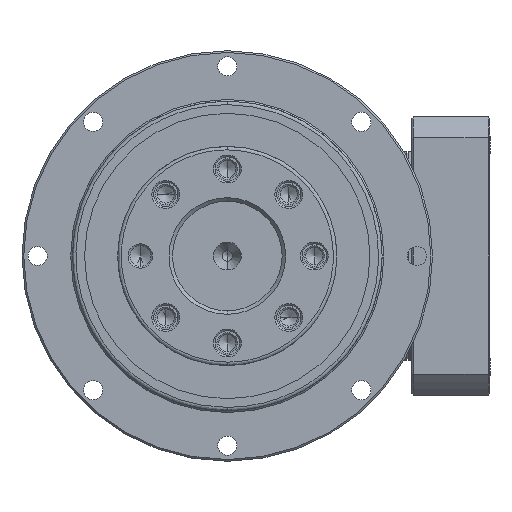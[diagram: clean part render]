
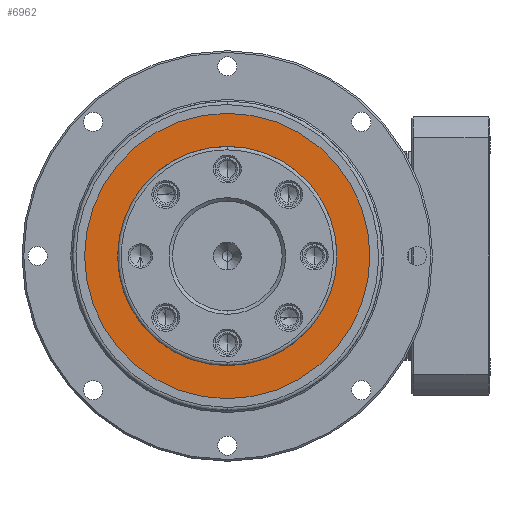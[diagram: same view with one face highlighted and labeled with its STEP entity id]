
A CAD part, left-side view. The second image highlights one B-rep face of the part: STEP entity #6962.
In plain terms, the highlighted face is planar.
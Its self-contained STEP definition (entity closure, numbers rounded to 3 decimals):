
#629 = DIRECTION ( 'NONE',  ( 0., 0., -1. ) ) ;
#1514 = FACE_OUTER_BOUND ( 'NONE', #7433, .T. ) ;
#3003 = EDGE_CURVE ( 'NONE', #10549, #4873, #32469, .T. ) ;
#3780 = EDGE_CURVE ( 'NONE', #4779, #31601, #4274, .T. ) ;
#4274 = CIRCLE ( 'NONE', #10793, 41. ) ;
#4779 = VERTEX_POINT ( 'NONE', #29457 ) ;
#4873 = VERTEX_POINT ( 'NONE', #22588 ) ;
#5363 = DIRECTION ( 'NONE',  ( 1., 0., 0. ) ) ;
#6178 = ORIENTED_EDGE ( 'NONE', *, *, #3780, .T. ) ;
#6615 = AXIS2_PLACEMENT_3D ( 'NONE', #13475, #31884, #16122 ) ;
#6962 = ADVANCED_FACE ( 'NONE', ( #1514, #29602 ), #26493, .T. ) ;
#7433 = EDGE_LOOP ( 'NONE', ( #8821, #6178 ) ) ;
#7832 = AXIS2_PLACEMENT_3D ( 'NONE', #32226, #16485, #629 ) ;
#8284 = DIRECTION ( 'NONE',  ( 0., 0., 1. ) ) ;
#8361 = DIRECTION ( 'NONE',  ( 1., 0., 0. ) ) ;
#8436 = CARTESIAN_POINT ( 'NONE',  ( -50.51, 0., 0. ) ) ;
#8821 = ORIENTED_EDGE ( 'NONE', *, *, #17147, .T. ) ;
#9211 = EDGE_CURVE ( 'NONE', #4873, #10549, #17747, .T. ) ;
#10549 = VERTEX_POINT ( 'NONE', #24121 ) ;
#10793 = AXIS2_PLACEMENT_3D ( 'NONE', #8436, #8361, #8284 ) ;
#11512 = ORIENTED_EDGE ( 'NONE', *, *, #3003, .T. ) ;
#13475 = CARTESIAN_POINT ( 'NONE',  ( -50.51, 0., 0. ) ) ;
#16122 = DIRECTION ( 'NONE',  ( 0., 0., -1. ) ) ;
#16485 = DIRECTION ( 'NONE',  ( -1., 0., 0. ) ) ;
#16488 = DIRECTION ( 'NONE',  ( 0., 0., -1. ) ) ;
#16548 = AXIS2_PLACEMENT_3D ( 'NONE', #16705, #16597, #16488 ) ;
#16597 = DIRECTION ( 'NONE',  ( -1., 0., 0. ) ) ;
#16705 = CARTESIAN_POINT ( 'NONE',  ( -50.51, 0., 0. ) ) ;
#17147 = EDGE_CURVE ( 'NONE', #31601, #4779, #28214, .T. ) ;
#17647 = ORIENTED_EDGE ( 'NONE', *, *, #9211, .T. ) ;
#17747 = CIRCLE ( 'NONE', #7832, 31.5 ) ;
#21273 = CARTESIAN_POINT ( 'NONE',  ( -50.51, 0., 0. ) ) ;
#22588 = CARTESIAN_POINT ( 'NONE',  ( -50.51, 0., -31.5 ) ) ;
#23925 = DIRECTION ( 'NONE',  ( 0., 0., 1. ) ) ;
#24121 = CARTESIAN_POINT ( 'NONE',  ( -50.51, 0., 31.5 ) ) ;
#24363 = AXIS2_PLACEMENT_3D ( 'NONE', #21273, #5363, #23925 ) ;
#26493 = PLANE ( 'NONE',  #6615 ) ;
#28214 = CIRCLE ( 'NONE', #24363, 41. ) ;
#29457 = CARTESIAN_POINT ( 'NONE',  ( -50.51, 0., -41. ) ) ;
#29602 = FACE_BOUND ( 'NONE', #32183, .T. ) ;
#30948 = CARTESIAN_POINT ( 'NONE',  ( -50.51, 0., 41. ) ) ;
#31601 = VERTEX_POINT ( 'NONE', #30948 ) ;
#31884 = DIRECTION ( 'NONE',  ( 1., 0., 0. ) ) ;
#32183 = EDGE_LOOP ( 'NONE', ( #17647, #11512 ) ) ;
#32226 = CARTESIAN_POINT ( 'NONE',  ( -50.51, 0., 0. ) ) ;
#32469 = CIRCLE ( 'NONE', #16548, 31.5 ) ;
